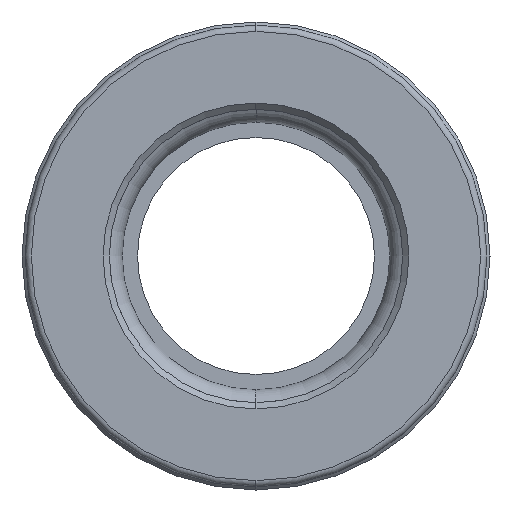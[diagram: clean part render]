
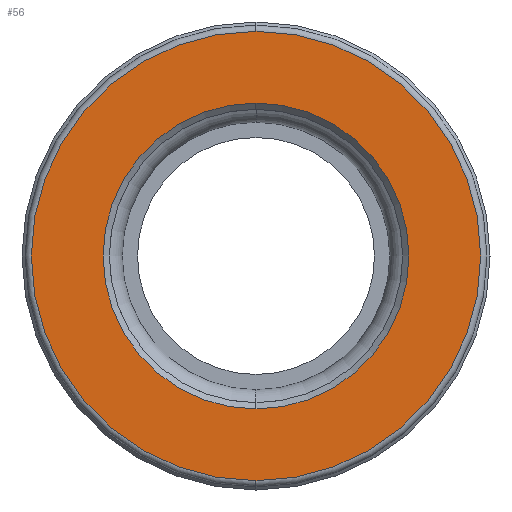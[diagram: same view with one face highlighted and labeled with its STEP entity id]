
A CAD part, left-side view. The second image highlights one B-rep face of the part: STEP entity #56.
In plain terms, the highlighted planar face has unit normal (-1, 0, 0).
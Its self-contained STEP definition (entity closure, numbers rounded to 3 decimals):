
#2 = CIRCLE ( 'NONE', #700, 36. ) ;
#15 = CIRCLE ( 'NONE', #415, 24.505 ) ;
#20 = CARTESIAN_POINT ( 'NONE',  ( 0.118, -35.931, 0. ) ) ;
#23 = DIRECTION ( 'NONE',  ( -1., 0., 0. ) ) ;
#34 = DIRECTION ( 'NONE',  ( -1., 0., 0. ) ) ;
#56 = ADVANCED_FACE ( 'NONE', ( #1542, #1654 ), #212, .T. ) ;
#78 = EDGE_CURVE ( 'NONE', #1359, #1591, #15, .T. ) ;
#202 = ORIENTED_EDGE ( 'NONE', *, *, #78, .F. ) ;
#212 = PLANE ( 'NONE',  #1506 ) ;
#315 = CARTESIAN_POINT ( 'NONE',  ( 0.118, 0.069, 24.505 ) ) ;
#358 = AXIS2_PLACEMENT_3D ( 'NONE', #526, #23, #1894 ) ;
#415 = AXIS2_PLACEMENT_3D ( 'NONE', #1555, #34, #1099 ) ;
#483 = CIRCLE ( 'NONE', #358, 24.505 ) ;
#526 = CARTESIAN_POINT ( 'NONE',  ( 0.118, 0.069, 0. ) ) ;
#632 = DIRECTION ( 'NONE',  ( 0., 0., 1. ) ) ;
#649 = CARTESIAN_POINT ( 'NONE',  ( 0.118, 0.069, 0. ) ) ;
#671 = DIRECTION ( 'NONE',  ( 0., 0., 1. ) ) ;
#700 = AXIS2_PLACEMENT_3D ( 'NONE', #649, #1377, #632 ) ;
#736 = VERTEX_POINT ( 'NONE', #966 ) ;
#798 = EDGE_CURVE ( 'NONE', #736, #1355, #871, .T. ) ;
#871 = CIRCLE ( 'NONE', #1185, 36. ) ;
#882 = EDGE_CURVE ( 'NONE', #1591, #1359, #483, .T. ) ;
#892 = ORIENTED_EDGE ( 'NONE', *, *, #798, .T. ) ;
#966 = CARTESIAN_POINT ( 'NONE',  ( 0.118, 0.069, 36. ) ) ;
#1099 = DIRECTION ( 'NONE',  ( 0., 0., 1. ) ) ;
#1153 = DIRECTION ( 'NONE',  ( 0., 0., 1. ) ) ;
#1160 = CARTESIAN_POINT ( 'NONE',  ( 0.118, 0.069, 0. ) ) ;
#1184 = ORIENTED_EDGE ( 'NONE', *, *, #882, .F. ) ;
#1185 = AXIS2_PLACEMENT_3D ( 'NONE', #1160, #1599, #1153 ) ;
#1252 = DIRECTION ( 'NONE',  ( -1., 0., 0. ) ) ;
#1280 = CARTESIAN_POINT ( 'NONE',  ( 0.118, 0.069, -24.505 ) ) ;
#1355 = VERTEX_POINT ( 'NONE', #1698 ) ;
#1359 = VERTEX_POINT ( 'NONE', #1280 ) ;
#1377 = DIRECTION ( 'NONE',  ( -1., 0., 0. ) ) ;
#1430 = EDGE_LOOP ( 'NONE', ( #1184, #202 ) ) ;
#1506 = AXIS2_PLACEMENT_3D ( 'NONE', #20, #1252, #671 ) ;
#1542 = FACE_OUTER_BOUND ( 'NONE', #1712, .T. ) ;
#1555 = CARTESIAN_POINT ( 'NONE',  ( 0.118, 0.069, 0. ) ) ;
#1591 = VERTEX_POINT ( 'NONE', #315 ) ;
#1599 = DIRECTION ( 'NONE',  ( -1., 0., 0. ) ) ;
#1654 = FACE_BOUND ( 'NONE', #1430, .T. ) ;
#1698 = CARTESIAN_POINT ( 'NONE',  ( 0.118, 0.069, -36. ) ) ;
#1712 = EDGE_LOOP ( 'NONE', ( #892, #1952 ) ) ;
#1772 = EDGE_CURVE ( 'NONE', #1355, #736, #2, .T. ) ;
#1894 = DIRECTION ( 'NONE',  ( 0., 0., 1. ) ) ;
#1952 = ORIENTED_EDGE ( 'NONE', *, *, #1772, .T. ) ;
